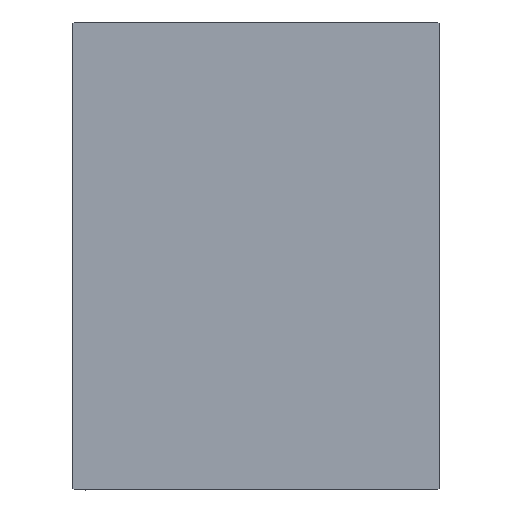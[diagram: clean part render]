
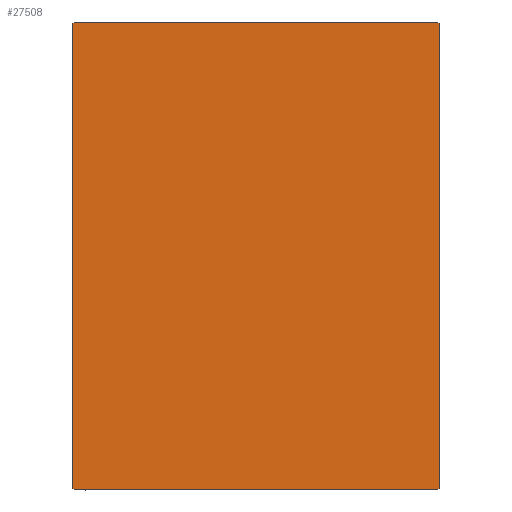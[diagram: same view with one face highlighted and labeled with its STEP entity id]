
A CAD part, left-side view. The second image highlights one B-rep face of the part: STEP entity #27508.
In plain terms, the highlighted face is planar.
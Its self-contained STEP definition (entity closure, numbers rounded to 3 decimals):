
#60 = LINE ( 'NONE', #19271, #18278 ) ;
#1057 = LINE ( 'NONE', #40686, #42306 ) ;
#1404 = ORIENTED_EDGE ( 'NONE', *, *, #35377, .T. ) ;
#1716 = CARTESIAN_POINT ( 'NONE',  ( 108., 44.7, -57.5 ) ) ;
#2093 = EDGE_LOOP ( 'NONE', ( #27028, #34472, #4121, #30143, #24532, #11996, #1404, #8254 ) ) ;
#3653 = DIRECTION ( 'NONE',  ( 0., 0., 1. ) ) ;
#4121 = ORIENTED_EDGE ( 'NONE', *, *, #10572, .T. ) ;
#6599 = VECTOR ( 'NONE', #10647, 1000. ) ;
#6815 = DIRECTION ( 'NONE',  ( 0., 1., 0. ) ) ;
#7146 = LINE ( 'NONE', #20211, #24522 ) ;
#7854 = EDGE_CURVE ( 'NONE', #21859, #34928, #60, .T. ) ;
#8254 = ORIENTED_EDGE ( 'NONE', *, *, #32959, .T. ) ;
#9054 = DIRECTION ( 'NONE',  ( 0., -1., 0. ) ) ;
#10572 = EDGE_CURVE ( 'NONE', #20234, #38956, #7146, .T. ) ;
#10647 = DIRECTION ( 'NONE',  ( 0., 0., -1. ) ) ;
#10692 = VERTEX_POINT ( 'NONE', #38475 ) ;
#11996 = ORIENTED_EDGE ( 'NONE', *, *, #35968, .T. ) ;
#13126 = CARTESIAN_POINT ( 'NONE',  ( 108., 51.1, 51.1 ) ) ;
#13170 = PLANE ( 'NONE',  #15746 ) ;
#13560 = VECTOR ( 'NONE', #41833, 1000. ) ;
#15746 = AXIS2_PLACEMENT_3D ( 'NONE', #36701, #23206, #36481 ) ;
#16302 = CARTESIAN_POINT ( 'NONE',  ( 108., 44.7, 57.5 ) ) ;
#16834 = EDGE_CURVE ( 'NONE', #38956, #21859, #26199, .T. ) ;
#16967 = CARTESIAN_POINT ( 'NONE',  ( 108., -45., 57.5 ) ) ;
#17390 = LINE ( 'NONE', #33743, #24266 ) ;
#18278 = VECTOR ( 'NONE', #9054, 1000. ) ;
#19271 = CARTESIAN_POINT ( 'NONE',  ( 108., 45., 57.5 ) ) ;
#20036 = LINE ( 'NONE', #16967, #6599 ) ;
#20072 = CARTESIAN_POINT ( 'NONE',  ( 108., -45., 57.2 ) ) ;
#20211 = CARTESIAN_POINT ( 'NONE',  ( 108., 45., -57.5 ) ) ;
#20234 = VERTEX_POINT ( 'NONE', #25009 ) ;
#20552 = CARTESIAN_POINT ( 'NONE',  ( 108., -44.7, -57.5 ) ) ;
#21432 = VERTEX_POINT ( 'NONE', #20552 ) ;
#21859 = VERTEX_POINT ( 'NONE', #16302 ) ;
#23026 = VERTEX_POINT ( 'NONE', #1716 ) ;
#23206 = DIRECTION ( 'NONE',  ( 1., 0., 0. ) ) ;
#23363 = CARTESIAN_POINT ( 'NONE',  ( 108., -45., -57.5 ) ) ;
#24266 = VECTOR ( 'NONE', #26776, 1000. ) ;
#24461 = CARTESIAN_POINT ( 'NONE',  ( 108., 45., 57.2 ) ) ;
#24522 = VECTOR ( 'NONE', #3653, 1000. ) ;
#24532 = ORIENTED_EDGE ( 'NONE', *, *, #7854, .T. ) ;
#24795 = VECTOR ( 'NONE', #6815, 1000. ) ;
#25009 = CARTESIAN_POINT ( 'NONE',  ( 108., 45., -57.2 ) ) ;
#26199 = LINE ( 'NONE', #13126, #28180 ) ;
#26776 = DIRECTION ( 'NONE',  ( 0., 0.707, 0.707 ) ) ;
#27028 = ORIENTED_EDGE ( 'NONE', *, *, #40225, .T. ) ;
#27508 = ADVANCED_FACE ( 'NONE', ( #29523 ), #13170, .T. ) ;
#28180 = VECTOR ( 'NONE', #29476, 1000. ) ;
#28776 = LINE ( 'NONE', #38150, #13560 ) ;
#29247 = CARTESIAN_POINT ( 'NONE',  ( 108., -44.7, 57.5 ) ) ;
#29414 = VERTEX_POINT ( 'NONE', #20072 ) ;
#29476 = DIRECTION ( 'NONE',  ( 0., -0.707, 0.707 ) ) ;
#29523 = FACE_OUTER_BOUND ( 'NONE', #2093, .T. ) ;
#30143 = ORIENTED_EDGE ( 'NONE', *, *, #16834, .T. ) ;
#32941 = LINE ( 'NONE', #23363, #24795 ) ;
#32959 = EDGE_CURVE ( 'NONE', #10692, #21432, #1057, .T. ) ;
#33743 = CARTESIAN_POINT ( 'NONE',  ( 108., 51.1, -51.1 ) ) ;
#33862 = EDGE_CURVE ( 'NONE', #23026, #20234, #17390, .T. ) ;
#34472 = ORIENTED_EDGE ( 'NONE', *, *, #33862, .T. ) ;
#34928 = VERTEX_POINT ( 'NONE', #29247 ) ;
#35377 = EDGE_CURVE ( 'NONE', #29414, #10692, #20036, .T. ) ;
#35968 = EDGE_CURVE ( 'NONE', #34928, #29414, #28776, .T. ) ;
#36481 = DIRECTION ( 'NONE',  ( 0., 0., -1. ) ) ;
#36701 = CARTESIAN_POINT ( 'NONE',  ( 108., 0., 0. ) ) ;
#37427 = DIRECTION ( 'NONE',  ( 0., 0.707, -0.707 ) ) ;
#38150 = CARTESIAN_POINT ( 'NONE',  ( 108., -51.1, 51.1 ) ) ;
#38475 = CARTESIAN_POINT ( 'NONE',  ( 108., -45., -57.2 ) ) ;
#38956 = VERTEX_POINT ( 'NONE', #24461 ) ;
#40225 = EDGE_CURVE ( 'NONE', #21432, #23026, #32941, .T. ) ;
#40686 = CARTESIAN_POINT ( 'NONE',  ( 108., -51.1, -51.1 ) ) ;
#41833 = DIRECTION ( 'NONE',  ( 0., -0.707, -0.707 ) ) ;
#42306 = VECTOR ( 'NONE', #37427, 1000. ) ;
